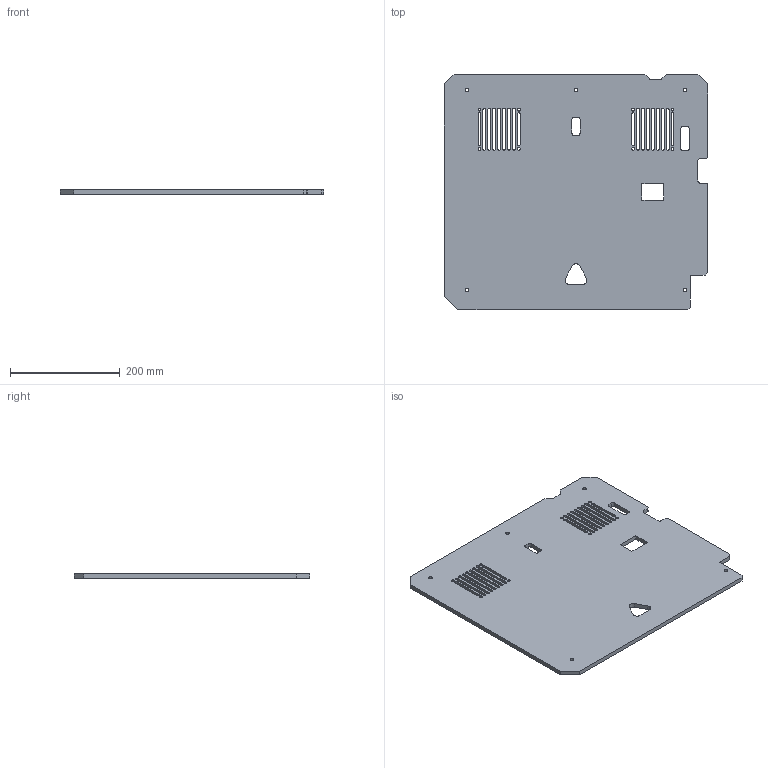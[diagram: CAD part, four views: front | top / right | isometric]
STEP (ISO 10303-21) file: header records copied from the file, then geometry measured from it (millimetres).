
FILE_DESCRIPTION(/* description */ ('TAPA TRASERA'),/* implementation_level */ '2;1');
FILE_NAME(/* name */ 'C04H030044-rear-metal-sheet_004.stp',/* time_stamp */ '2014-12-22T15:00:49+01:00',/* author */ ('MARCHA TECHNOLOGY'),/* organization */ ('MARCHA TECHNOLOGY'),/* preprocessor_version */ 'ST-DEVELOPER v15.6',/* originating_system */ 'Autodesk Inventor 2015',/* authorisation */ '');
FILE_SCHEMA (('CONFIG_CONTROL_DESIGN'));
Length unit declared in the file: millimetre
Products named in the file (1): C04H030044-rear-metal-sheet_004
Bounding box: 480 x 429.5 x 8 mm (x, y, z)
Volume: 1537943.3 mm3; surface area: 426391.4 mm2
Topology: 1 solids, 1 shells, 139 faces, 416 edges, 279 vertices
Faces by surface type: plane 72, cylinder 67
Full cylindrical faces by diameter (mm): 5.25 x8, 6.5 x5
Entity records: 4778 total; most frequent: DIRECTION 812, CARTESIAN_POINT 812, ORIENTED_EDGE 796, EDGE_CURVE 398, VERTEX_POINT 274, AXIS2_PLACEMENT_3D 274, LINE 264, VECTOR 264
